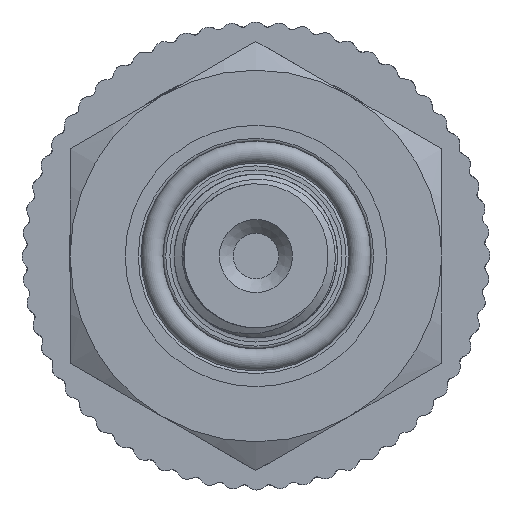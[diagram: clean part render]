
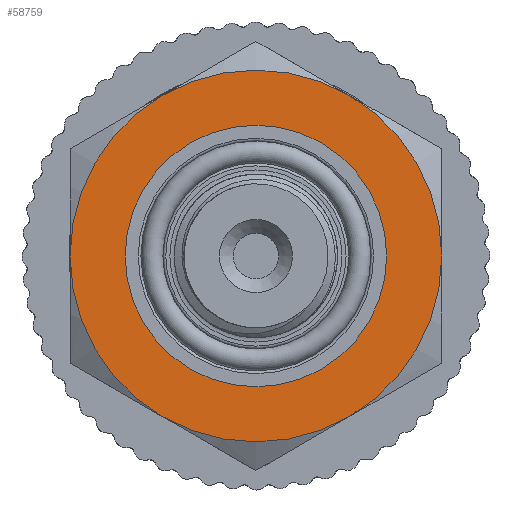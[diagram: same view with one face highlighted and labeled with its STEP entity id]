
A CAD part, left-side view. The second image highlights one B-rep face of the part: STEP entity #58759.
In plain terms, the highlighted face is planar.
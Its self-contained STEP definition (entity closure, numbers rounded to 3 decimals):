
#4469=FACE_BOUND('',#15362,.T.);
#7614=PLANE('',#66537);
#11423=FACE_OUTER_BOUND('',#15361,.T.);
#15361=EDGE_LOOP('',(#54609));
#15362=EDGE_LOOP('',(#54610));
#16091=CIRCLE('',#66500,13.5);
#16114=CIRCLE('',#66538,9.5);
#27964=VERTEX_POINT('',#131598);
#27982=VERTEX_POINT('',#131661);
#36829=EDGE_CURVE('',#27964,#27964,#16091,.T.);
#36859=EDGE_CURVE('',#27982,#27982,#16114,.T.);
#54609=ORIENTED_EDGE('',*,*,#36829,.T.);
#54610=ORIENTED_EDGE('',*,*,#36859,.F.);
#58759=ADVANCED_FACE('',(#11423,#4469),#7614,.T.);
#66500=AXIS2_PLACEMENT_3D('',#131599,#84321,#84322);
#66537=AXIS2_PLACEMENT_3D('',#131660,#84402,#84403);
#66538=AXIS2_PLACEMENT_3D('',#131662,#84404,#84405);
#84321=DIRECTION('center_axis',(1.,0.,0.));
#84322=DIRECTION('ref_axis',(0.,0.,-1.));
#84402=DIRECTION('center_axis',(1.,0.,0.));
#84403=DIRECTION('ref_axis',(0.,0.,-1.));
#84404=DIRECTION('center_axis',(1.,0.,0.));
#84405=DIRECTION('ref_axis',(0.,0.,-1.));
#131598=CARTESIAN_POINT('',(-14.,-13.5,0.));
#131599=CARTESIAN_POINT('Origin',(-14.,0.,0.));
#131660=CARTESIAN_POINT('Origin',(-14.,9.5,0.));
#131661=CARTESIAN_POINT('',(-14.,-9.5,0.));
#131662=CARTESIAN_POINT('Origin',(-14.,0.,0.));
